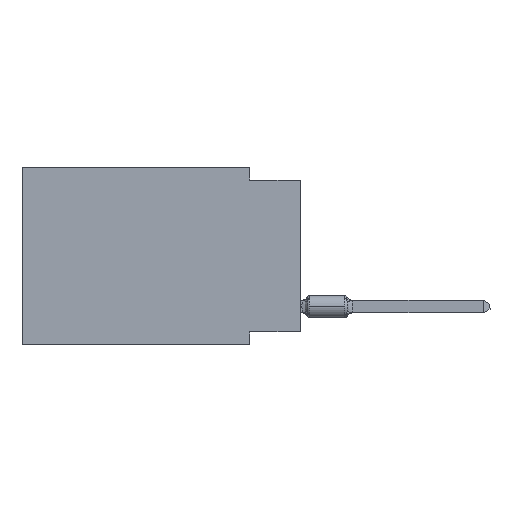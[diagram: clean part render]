
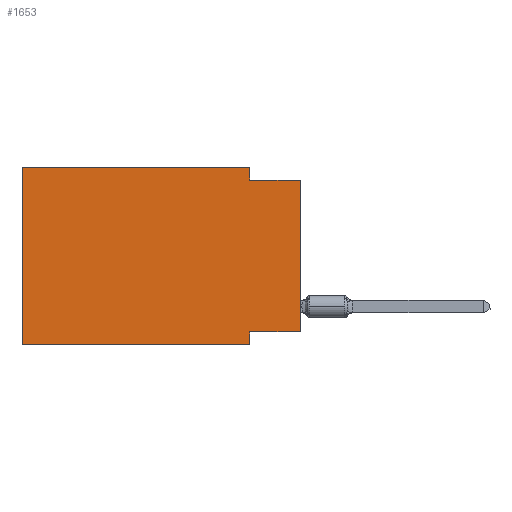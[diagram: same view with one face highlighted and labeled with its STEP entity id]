
A CAD part, left-side view. The second image highlights one B-rep face of the part: STEP entity #1653.
In plain terms, the highlighted planar face has unit normal (-1, 0, 0).
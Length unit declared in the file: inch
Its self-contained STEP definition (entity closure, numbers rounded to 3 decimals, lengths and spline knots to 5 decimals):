
#257 = VECTOR ( 'NONE', #6652, 39.37008 ) ;
#414 = LINE ( 'NONE', #8100, #5571 ) ;
#482 = CARTESIAN_POINT ( 'NONE',  ( 0., 0.55, -0.35 ) ) ;
#987 = ORIENTED_EDGE ( 'NONE', *, *, #9187, .F. ) ;
#1035 = CARTESIAN_POINT ( 'NONE',  ( 0., 0., -0.325 ) ) ;
#1048 = EDGE_CURVE ( 'NONE', #11782, #1773, #9138, .T. ) ;
#1287 = VERTEX_POINT ( 'NONE', #7696 ) ;
#1506 = ORIENTED_EDGE ( 'NONE', *, *, #1674, .T. ) ;
#1653 = ADVANCED_FACE ( 'NONE', ( #5323 ), #1743, .F. ) ;
#1674 = EDGE_CURVE ( 'NONE', #5847, #10430, #8980, .T. ) ;
#1743 = PLANE ( 'NONE',  #8748 ) ;
#1773 = VERTEX_POINT ( 'NONE', #5037 ) ;
#1797 = CARTESIAN_POINT ( 'NONE',  ( 0., 0.55, -0.35 ) ) ;
#1980 = DIRECTION ( 'NONE',  ( 0., 0., 1. ) ) ;
#2087 = DIRECTION ( 'NONE',  ( 0., 0., -1. ) ) ;
#2263 = VECTOR ( 'NONE', #2838, 39.37008 ) ;
#2298 = EDGE_CURVE ( 'NONE', #5626, #10430, #13303, .T. ) ;
#2539 = ORIENTED_EDGE ( 'NONE', *, *, #12303, .F. ) ;
#2651 = CARTESIAN_POINT ( 'NONE',  ( 0., 0.55, 0. ) ) ;
#2799 = CARTESIAN_POINT ( 'NONE',  ( 0., 0.1, -0.35 ) ) ;
#2838 = DIRECTION ( 'NONE',  ( 0., -1., 0. ) ) ;
#3171 = CARTESIAN_POINT ( 'NONE',  ( 0., 0.1, 0. ) ) ;
#3258 = DIRECTION ( 'NONE',  ( 0., 0., 1. ) ) ;
#3425 = CARTESIAN_POINT ( 'NONE',  ( 0., 0.1, 0. ) ) ;
#3710 = VECTOR ( 'NONE', #2087, 39.37008 ) ;
#3819 = CARTESIAN_POINT ( 'NONE',  ( 0., 0.55, 0. ) ) ;
#4255 = LINE ( 'NONE', #2651, #12079 ) ;
#4855 = DIRECTION ( 'NONE',  ( 1., 0., 0. ) ) ;
#5037 = CARTESIAN_POINT ( 'NONE',  ( 0., 0.1, -0.025 ) ) ;
#5323 = FACE_OUTER_BOUND ( 'NONE', #6035, .T. ) ;
#5526 = EDGE_CURVE ( 'NONE', #5847, #7965, #414, .T. ) ;
#5571 = VECTOR ( 'NONE', #1980, 39.37008 ) ;
#5605 = VECTOR ( 'NONE', #3258, 39.37008 ) ;
#5626 = VERTEX_POINT ( 'NONE', #12332 ) ;
#5724 = DIRECTION ( 'NONE',  ( 0., -1., 0. ) ) ;
#5847 = VERTEX_POINT ( 'NONE', #482 ) ;
#5874 = DIRECTION ( 'NONE',  ( 0., 0., -1. ) ) ;
#6035 = EDGE_LOOP ( 'NONE', ( #12529, #987, #7027, #13280, #9537, #1506, #10788, #2539 ) ) ;
#6188 = CARTESIAN_POINT ( 'NONE',  ( 0., 0., -0.325 ) ) ;
#6652 = DIRECTION ( 'NONE',  ( 0., -1., 0. ) ) ;
#7018 = EDGE_CURVE ( 'NONE', #12258, #1287, #8309, .T. ) ;
#7027 = ORIENTED_EDGE ( 'NONE', *, *, #1048, .F. ) ;
#7696 = CARTESIAN_POINT ( 'NONE',  ( 0., 0., -0.025 ) ) ;
#7965 = VERTEX_POINT ( 'NONE', #13293 ) ;
#8100 = CARTESIAN_POINT ( 'NONE',  ( 0., 0.55, 0. ) ) ;
#8309 = LINE ( 'NONE', #10386, #5605 ) ;
#8687 = CARTESIAN_POINT ( 'NONE',  ( 0., 0., -0.025 ) ) ;
#8748 = AXIS2_PLACEMENT_3D ( 'NONE', #3819, #4855, #12000 ) ;
#8980 = LINE ( 'NONE', #1797, #2263 ) ;
#9138 = LINE ( 'NONE', #3171, #3710 ) ;
#9187 = EDGE_CURVE ( 'NONE', #1773, #1287, #11147, .T. ) ;
#9537 = ORIENTED_EDGE ( 'NONE', *, *, #5526, .F. ) ;
#10308 = DIRECTION ( 'NONE',  ( 0., 1., 0. ) ) ;
#10386 = CARTESIAN_POINT ( 'NONE',  ( 0., 0., 0. ) ) ;
#10430 = VERTEX_POINT ( 'NONE', #12524 ) ;
#10453 = VECTOR ( 'NONE', #10308, 39.37008 ) ;
#10567 = VECTOR ( 'NONE', #5874, 39.37008 ) ;
#10788 = ORIENTED_EDGE ( 'NONE', *, *, #2298, .F. ) ;
#11147 = LINE ( 'NONE', #8687, #257 ) ;
#11184 = EDGE_CURVE ( 'NONE', #7965, #11782, #4255, .T. ) ;
#11782 = VERTEX_POINT ( 'NONE', #3425 ) ;
#12000 = DIRECTION ( 'NONE',  ( 0., 0., -1. ) ) ;
#12079 = VECTOR ( 'NONE', #5724, 39.37008 ) ;
#12258 = VERTEX_POINT ( 'NONE', #1035 ) ;
#12303 = EDGE_CURVE ( 'NONE', #12258, #5626, #13192, .T. ) ;
#12332 = CARTESIAN_POINT ( 'NONE',  ( 0., 0.1, -0.325 ) ) ;
#12524 = CARTESIAN_POINT ( 'NONE',  ( 0., 0.1, -0.35 ) ) ;
#12529 = ORIENTED_EDGE ( 'NONE', *, *, #7018, .T. ) ;
#13192 = LINE ( 'NONE', #6188, #10453 ) ;
#13280 = ORIENTED_EDGE ( 'NONE', *, *, #11184, .F. ) ;
#13293 = CARTESIAN_POINT ( 'NONE',  ( 0., 0.55, 0. ) ) ;
#13303 = LINE ( 'NONE', #2799, #10567 ) ;
